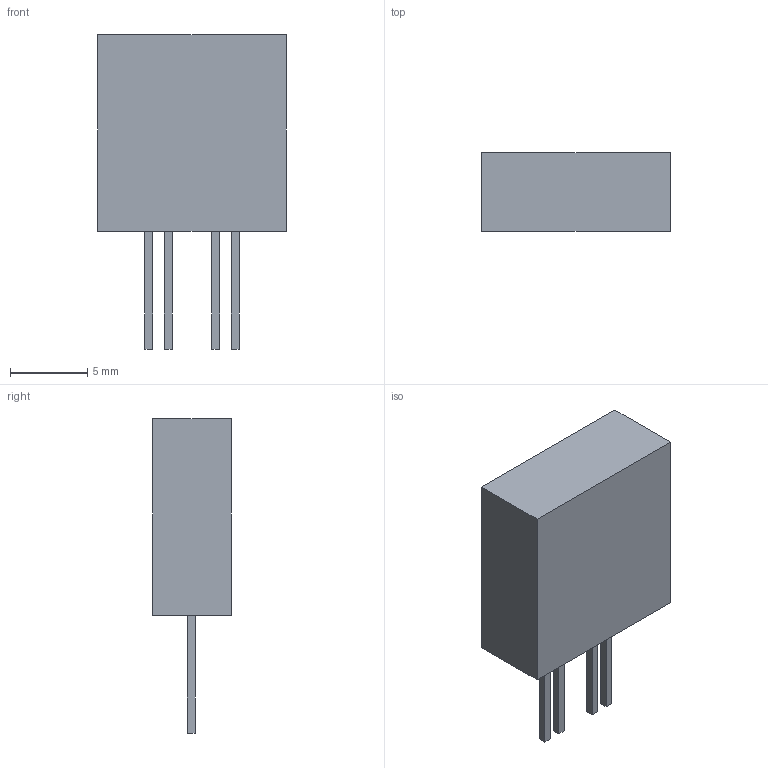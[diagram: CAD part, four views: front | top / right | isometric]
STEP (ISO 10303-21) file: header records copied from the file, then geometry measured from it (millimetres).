
FILE_DESCRIPTION(('FreeCAD Model'),'2;1');
FILE_NAME('OPB732.step','2020-08-15T13:09:30',( 'kicad StepUp'),('ksu MCAD'),'Open CASCADE STEP processor 7.3', 'FreeCAD','Unknown');
FILE_SCHEMA(('AUTOMOTIVE_DESIGN { 1 0 10303 214 1 1 1 1 }'));
Length unit declared in the file: millimetre
Products named in the file (1): OPB732
Bounding box: 12.19 x 5.08 x 20.32 mm (x, y, z)
Volume: 794.2 mm3; surface area: 625.2 mm2
Topology: 1 solids, 1 shells, 44 faces, 105 edges, 70 vertices
Faces by surface type: plane 44
Entity records: 1270 total; most frequent: CARTESIAN_POINT 220, ORIENTED_EDGE 210, DIRECTION 195, EDGE_CURVE 105, LINE 105, VECTOR 105, VERTEX_POINT 70, FACE_BOUND 51
